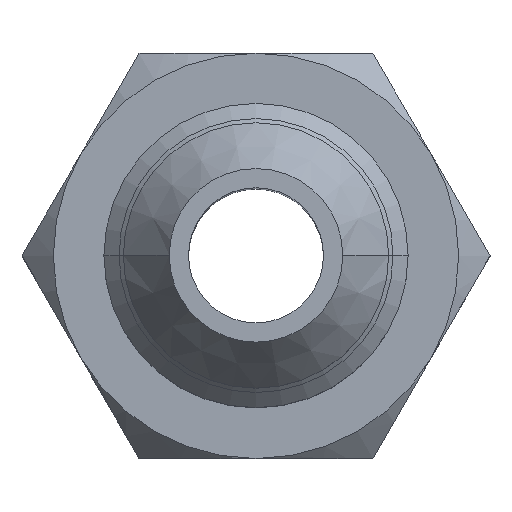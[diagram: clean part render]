
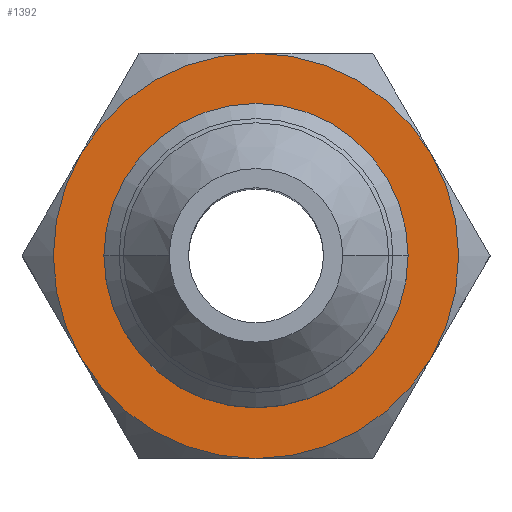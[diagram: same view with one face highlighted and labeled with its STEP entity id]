
A CAD part, top view. The second image highlights one B-rep face of the part: STEP entity #1392.
In plain terms, the highlighted planar face has unit normal (0, 0, 1).
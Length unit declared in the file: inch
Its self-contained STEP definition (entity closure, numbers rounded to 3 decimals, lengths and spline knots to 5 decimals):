
#452=CARTESIAN_POINT('',(0.,0.,0.125));
#453=DIRECTION('',(0.,0.,-1.));
#454=DIRECTION('',(-1.,0.,0.));
#455=AXIS2_PLACEMENT_3D('',#452,#453,#454);
#460=CARTESIAN_POINT('',(0.,0.,0.125));
#461=DIRECTION('',(0.,0.,-1.));
#462=DIRECTION('',(1.,0.,0.));
#463=AXIS2_PLACEMENT_3D('',#460,#461,#462);
#468=CARTESIAN_POINT('',(0.,0.,0.125));
#469=DIRECTION('',(0.,0.,1.));
#470=DIRECTION('',(0.,-1.,0.));
#471=AXIS2_PLACEMENT_3D('',#468,#469,#470);
#476=CARTESIAN_POINT('',(0.,0.,0.125));
#477=DIRECTION('',(0.,0.,1.));
#478=DIRECTION('',(-0.866,-0.5,0.));
#479=AXIS2_PLACEMENT_3D('',#476,#477,#478);
#484=CARTESIAN_POINT('',(0.,0.,0.125));
#485=DIRECTION('',(0.,0.,1.));
#486=DIRECTION('',(0.,1.,0.));
#487=AXIS2_PLACEMENT_3D('',#484,#485,#486);
#492=CARTESIAN_POINT('',(0.,0.,0.125));
#493=DIRECTION('',(0.,0.,1.));
#494=DIRECTION('',(0.866,0.5,0.));
#495=AXIS2_PLACEMENT_3D('',#492,#493,#494);
#514=CARTESIAN_POINT('',(0.,0.,0.125));
#515=DIRECTION('',(0.,0.,1.));
#516=DIRECTION('',(-0.866,0.5,0.));
#517=AXIS2_PLACEMENT_3D('',#514,#515,#516);
#522=CARTESIAN_POINT('',(0.,0.,0.125));
#523=DIRECTION('',(0.,0.,1.));
#524=DIRECTION('',(0.866,-0.5,0.));
#525=AXIS2_PLACEMENT_3D('',#522,#523,#524);
#556=CARTESIAN_POINT('',(-0.32476,-0.1875,0.125));
#627=CARTESIAN_POINT('',(-0.32476,0.1875,0.125));
#682=CARTESIAN_POINT('',(0.,0.375,0.125));
#737=CARTESIAN_POINT('',(0.32476,0.1875,0.125));
#792=CARTESIAN_POINT('',(0.32476,-0.1875,0.125));
#847=CARTESIAN_POINT('',(0.,-0.375,0.125));
#886=VERTEX_POINT('',#627);
#890=VERTEX_POINT('',#556);
#894=VERTEX_POINT('',#847);
#898=VERTEX_POINT('',#792);
#902=VERTEX_POINT('',#737);
#906=VERTEX_POINT('',#682);
#931=CARTESIAN_POINT('',(-0.2455,0.,0.125));
#932=CARTESIAN_POINT('',(0.2455,0.,0.125));
#933=VERTEX_POINT('',#931);
#934=VERTEX_POINT('',#932);
#1368=CARTESIAN_POINT('',(0.,0.,0.125));
#1369=DIRECTION('',(0.,0.,1.));
#1370=DIRECTION('',(1.,0.,0.));
#1371=AXIS2_PLACEMENT_3D('',#1368,#1369,#1370);
#1372=PLANE('',#1371);
#1374=ORIENTED_EDGE('',*,*,#1373,.F.);
#1376=ORIENTED_EDGE('',*,*,#1375,.F.);
#1378=ORIENTED_EDGE('',*,*,#1377,.F.);
#1380=ORIENTED_EDGE('',*,*,#1379,.F.);
#1382=ORIENTED_EDGE('',*,*,#1381,.F.);
#1384=ORIENTED_EDGE('',*,*,#1383,.F.);
#1385=EDGE_LOOP('',(#1374,#1376,#1378,#1380,#1382,#1384));
#1386=FACE_OUTER_BOUND('',#1385,.F.);
#1387=ORIENTED_EDGE('',*,*,#1358,.F.);
#1389=ORIENTED_EDGE('',*,*,#1388,.F.);
#1390=EDGE_LOOP('',(#1387,#1389));
#1391=FACE_BOUND('',#1390,.F.);
#456=CIRCLE('',#455,0.2455);
#464=CIRCLE('',#463,0.2455);
#472=CIRCLE('',#471,0.375);
#480=CIRCLE('',#479,0.375);
#488=CIRCLE('',#487,0.375);
#496=CIRCLE('',#495,0.375);
#518=CIRCLE('',#517,0.375);
#526=CIRCLE('',#525,0.375);
#1358=EDGE_CURVE('',#933,#934,#456,.T.);
#1373=EDGE_CURVE('',#898,#902,#526,.T.);
#1375=EDGE_CURVE('',#894,#898,#472,.T.);
#1377=EDGE_CURVE('',#890,#894,#480,.T.);
#1379=EDGE_CURVE('',#886,#890,#518,.T.);
#1381=EDGE_CURVE('',#906,#886,#488,.T.);
#1383=EDGE_CURVE('',#902,#906,#496,.T.);
#1388=EDGE_CURVE('',#934,#933,#464,.T.);
#1392=ADVANCED_FACE('',(#1386,#1391),#1372,.T.);
